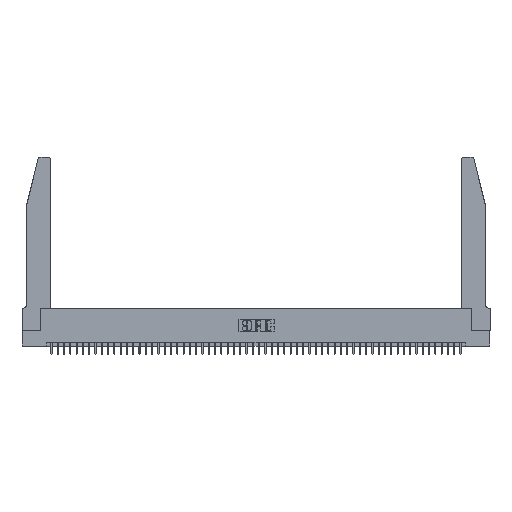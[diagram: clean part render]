
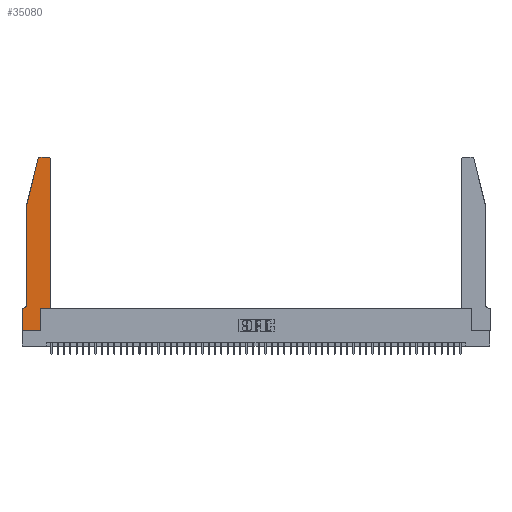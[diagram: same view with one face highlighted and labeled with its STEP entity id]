
A CAD part, top view. The second image highlights one B-rep face of the part: STEP entity #35080.
In plain terms, the highlighted planar face has unit normal (0, 0, 1).
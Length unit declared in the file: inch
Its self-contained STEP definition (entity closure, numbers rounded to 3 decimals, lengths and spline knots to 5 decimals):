
#38 = ORIENTED_EDGE ( 'NONE', *, *, #32251, .T. ) ;
#131 = CIRCLE ( 'NONE', #49405, 0.03 ) ;
#473 = CARTESIAN_POINT ( 'NONE',  ( 0.4205, 2.75, 0.37 ) ) ;
#725 = CARTESIAN_POINT ( 'NONE',  ( 0.0755, 2., 0.37 ) ) ;
#1528 = ORIENTED_EDGE ( 'NONE', *, *, #30551, .T. ) ;
#1628 = ORIENTED_EDGE ( 'NONE', *, *, #18120, .T. ) ;
#2258 = EDGE_CURVE ( 'NONE', #38589, #26788, #4771, .T. ) ;
#2433 = VECTOR ( 'NONE', #40474, 39.37008 ) ;
#2707 = DIRECTION ( 'NONE',  ( 0., 0., 1. ) ) ;
#3179 = VECTOR ( 'NONE', #39722, 39.37008 ) ;
#3469 = CARTESIAN_POINT ( 'NONE',  ( 0.4505, 2.72, 0.37 ) ) ;
#4582 = EDGE_CURVE ( 'NONE', #41596, #48904, #38502, .T. ) ;
#4771 = LINE ( 'NONE', #725, #37771 ) ;
#8607 = EDGE_CURVE ( 'NONE', #50874, #52032, #20000, .T. ) ;
#8734 = DIRECTION ( 'NONE',  ( -1., 0., 0. ) ) ;
#8789 = EDGE_CURVE ( 'NONE', #20131, #24261, #28918, .T. ) ;
#9920 = CARTESIAN_POINT ( 'NONE',  ( 0.2865, 0.35, 0.37 ) ) ;
#9970 = CARTESIAN_POINT ( 'NONE',  ( 0., 0., 0.37 ) ) ;
#10206 = LINE ( 'NONE', #17792, #51050 ) ;
#10536 = CARTESIAN_POINT ( 'NONE',  ( 0.2865, 0.35, 0.37 ) ) ;
#11393 = EDGE_CURVE ( 'NONE', #19734, #23639, #19402, .T. ) ;
#11600 = VECTOR ( 'NONE', #26168, 39.37008 ) ;
#12321 = VECTOR ( 'NONE', #26463, 39.37008 ) ;
#12809 = CARTESIAN_POINT ( 'NONE',  ( 0.2605, 2.75, 0.37 ) ) ;
#13330 = VECTOR ( 'NONE', #48682, 39.37008 ) ;
#14081 = ORIENTED_EDGE ( 'NONE', *, *, #2258, .T. ) ;
#14150 = ORIENTED_EDGE ( 'NONE', *, *, #25490, .T. ) ;
#14183 = CARTESIAN_POINT ( 'NONE',  ( 0.0055, 0.35, 0.37 ) ) ;
#14466 = EDGE_CURVE ( 'NONE', #48904, #51621, #33351, .T. ) ;
#15275 = ORIENTED_EDGE ( 'NONE', *, *, #11393, .T. ) ;
#15293 = ORIENTED_EDGE ( 'NONE', *, *, #8607, .T. ) ;
#17792 = CARTESIAN_POINT ( 'NONE',  ( 0., 0., 0.37 ) ) ;
#18120 = EDGE_CURVE ( 'NONE', #51621, #39737, #10206, .T. ) ;
#19041 = EDGE_CURVE ( 'NONE', #24261, #19734, #131, .T. ) ;
#19402 = LINE ( 'NONE', #12809, #3179 ) ;
#19465 = DIRECTION ( 'NONE',  ( 0., 0., 1. ) ) ;
#19734 = VERTEX_POINT ( 'NONE', #473 ) ;
#20000 = LINE ( 'NONE', #10536, #13330 ) ;
#20131 = VERTEX_POINT ( 'NONE', #42067 ) ;
#22083 = CARTESIAN_POINT ( 'NONE',  ( 0.2865, 0., 0.37 ) ) ;
#22540 = CIRCLE ( 'NONE', #36414, 0.03 ) ;
#23383 = VECTOR ( 'NONE', #36547, 39.37008 ) ;
#23517 = DIRECTION ( 'NONE',  ( 1., 0., 0. ) ) ;
#23527 = CARTESIAN_POINT ( 'NONE',  ( 0., 0.35, 0.37 ) ) ;
#23639 = VERTEX_POINT ( 'NONE', #35467 ) ;
#24261 = VERTEX_POINT ( 'NONE', #3469 ) ;
#24945 = CARTESIAN_POINT ( 'NONE',  ( 0.0755, 0.35, 0.37 ) ) ;
#25490 = EDGE_CURVE ( 'NONE', #52032, #20131, #48024, .T. ) ;
#25585 = DIRECTION ( 'NONE',  ( -0.239, -0.971, 0. ) ) ;
#25669 = DIRECTION ( 'NONE',  ( 1., 0., 0. ) ) ;
#25714 = VECTOR ( 'NONE', #8734, 39.37008 ) ;
#26168 = DIRECTION ( 'NONE',  ( 0., 1., 0. ) ) ;
#26463 = DIRECTION ( 'NONE',  ( 1., 0., 0. ) ) ;
#26788 = VERTEX_POINT ( 'NONE', #42842 ) ;
#27051 = PLANE ( 'NONE',  #27390 ) ;
#27390 = AXIS2_PLACEMENT_3D ( 'NONE', #23527, #2707, #43586 ) ;
#27980 = EDGE_LOOP ( 'NONE', ( #15275, #30524, #14081, #1528, #30445, #44222, #1628, #38, #15293, #14150, #32910, #28376 ) ) ;
#28376 = ORIENTED_EDGE ( 'NONE', *, *, #19041, .T. ) ;
#28905 = EDGE_CURVE ( 'NONE', #23639, #38589, #22540, .T. ) ;
#28918 = LINE ( 'NONE', #45448, #11600 ) ;
#29006 = DIRECTION ( 'NONE',  ( 0., 0., -1. ) ) ;
#29735 = DIRECTION ( 'NONE',  ( 0., 0., 1. ) ) ;
#30445 = ORIENTED_EDGE ( 'NONE', *, *, #4582, .T. ) ;
#30524 = ORIENTED_EDGE ( 'NONE', *, *, #28905, .T. ) ;
#30551 = EDGE_CURVE ( 'NONE', #26788, #41596, #40079, .T. ) ;
#30776 = DIRECTION ( 'NONE',  ( 0., -1., 0. ) ) ;
#31367 = CARTESIAN_POINT ( 'NONE',  ( 0., 0.35, 0.37 ) ) ;
#32251 = EDGE_CURVE ( 'NONE', #39737, #50874, #47055, .T. ) ;
#32600 = CARTESIAN_POINT ( 'NONE',  ( 0.4505, 0.35, 0.37 ) ) ;
#32910 = ORIENTED_EDGE ( 'NONE', *, *, #8789, .T. ) ;
#33206 = AXIS2_PLACEMENT_3D ( 'NONE', #45000, #29006, #45535 ) ;
#33351 = LINE ( 'NONE', #24945, #25714 ) ;
#35080 = ADVANCED_FACE ( 'NONE', ( #38998 ), #27051, .T. ) ;
#35467 = CARTESIAN_POINT ( 'NONE',  ( 0.284, 2.75, 0.37 ) ) ;
#35732 = CARTESIAN_POINT ( 'NONE',  ( 0.0755, 2., 0.37 ) ) ;
#36414 = AXIS2_PLACEMENT_3D ( 'NONE', #46007, #29735, #25669 ) ;
#36547 = DIRECTION ( 'NONE',  ( 0., -1., 0. ) ) ;
#36727 = CARTESIAN_POINT ( 'NONE',  ( 0., 0., 0.37 ) ) ;
#37771 = VECTOR ( 'NONE', #25585, 39.37008 ) ;
#38502 = CIRCLE ( 'NONE', #33206, 0.07 ) ;
#38589 = VERTEX_POINT ( 'NONE', #47941 ) ;
#38998 = FACE_OUTER_BOUND ( 'NONE', #27980, .T. ) ;
#39722 = DIRECTION ( 'NONE',  ( -1., 0., 0. ) ) ;
#39737 = VERTEX_POINT ( 'NONE', #36727 ) ;
#40079 = LINE ( 'NONE', #35732, #23383 ) ;
#40474 = DIRECTION ( 'NONE',  ( 1., 0., 0. ) ) ;
#41596 = VERTEX_POINT ( 'NONE', #42070 ) ;
#42067 = CARTESIAN_POINT ( 'NONE',  ( 0.4505, 0.35, 0.37 ) ) ;
#42070 = CARTESIAN_POINT ( 'NONE',  ( 0.0755, 0.42, 0.37 ) ) ;
#42842 = CARTESIAN_POINT ( 'NONE',  ( 0.0755, 2., 0.37 ) ) ;
#43586 = DIRECTION ( 'NONE',  ( 1., 0., 0. ) ) ;
#44106 = CARTESIAN_POINT ( 'NONE',  ( 0.4205, 2.72, 0.37 ) ) ;
#44222 = ORIENTED_EDGE ( 'NONE', *, *, #14466, .T. ) ;
#45000 = CARTESIAN_POINT ( 'NONE',  ( 0.0055, 0.42, 0.37 ) ) ;
#45448 = CARTESIAN_POINT ( 'NONE',  ( 0.4505, 0.35, 0.37 ) ) ;
#45535 = DIRECTION ( 'NONE',  ( -1., 0., 0. ) ) ;
#46007 = CARTESIAN_POINT ( 'NONE',  ( 0.284, 2.72, 0.37 ) ) ;
#47055 = LINE ( 'NONE', #9970, #12321 ) ;
#47941 = CARTESIAN_POINT ( 'NONE',  ( 0.25487, 2.72718, 0.37 ) ) ;
#48024 = LINE ( 'NONE', #32600, #2433 ) ;
#48682 = DIRECTION ( 'NONE',  ( 0., 1., 0. ) ) ;
#48904 = VERTEX_POINT ( 'NONE', #14183 ) ;
#49405 = AXIS2_PLACEMENT_3D ( 'NONE', #44106, #19465, #23517 ) ;
#50874 = VERTEX_POINT ( 'NONE', #22083 ) ;
#51050 = VECTOR ( 'NONE', #30776, 39.37008 ) ;
#51621 = VERTEX_POINT ( 'NONE', #31367 ) ;
#52032 = VERTEX_POINT ( 'NONE', #9920 ) ;
